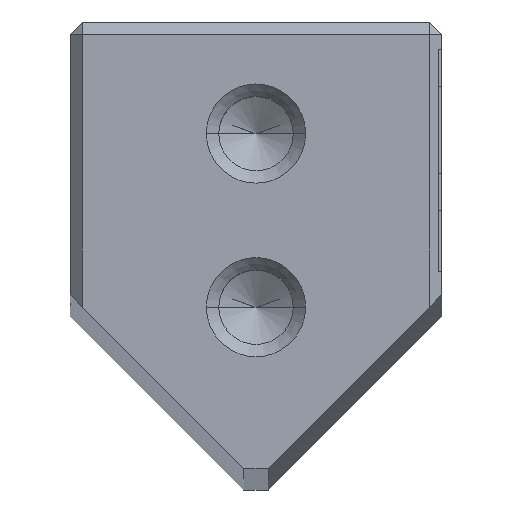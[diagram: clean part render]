
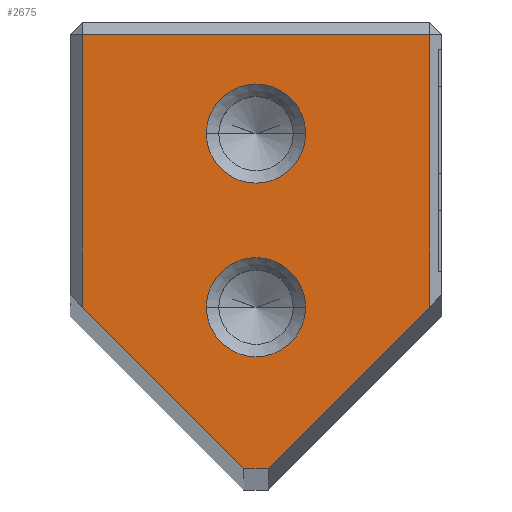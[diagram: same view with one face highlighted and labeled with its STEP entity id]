
A CAD part, top view. The second image highlights one B-rep face of the part: STEP entity #2675.
In plain terms, the highlighted planar face has unit normal (0, 0, 1).
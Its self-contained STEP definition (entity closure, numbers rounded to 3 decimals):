
#2675=ADVANCED_FACE('',(#3683,#3684,#3685),#3036,.T.);
#3036=PLANE('',#10052);
#3295=CIRCLE('',#9861,2.);
#3297=CIRCLE('',#9864,2.);
#3422=CIRCLE('',#10050,2.);
#3423=CIRCLE('',#10051,2.);
#3683=FACE_BOUND('',#3827,.T.);
#3684=FACE_BOUND('',#3828,.T.);
#3685=FACE_BOUND('',#3829,.T.);
#3827=EDGE_LOOP('',(#4859,#4860));
#3828=EDGE_LOOP('',(#4861,#4862));
#3829=EDGE_LOOP('',(#4863,#4864,#4865,#4866,#4867,#4868));
#4859=ORIENTED_EDGE('',*,*,#7495,.T.);
#4860=ORIENTED_EDGE('',*,*,#7742,.T.);
#4861=ORIENTED_EDGE('',*,*,#7491,.T.);
#4862=ORIENTED_EDGE('',*,*,#7743,.T.);
#4863=ORIENTED_EDGE('',*,*,#7717,.T.);
#4864=ORIENTED_EDGE('',*,*,#7744,.T.);
#4865=ORIENTED_EDGE('',*,*,#7745,.T.);
#4866=ORIENTED_EDGE('',*,*,#7746,.T.);
#4867=ORIENTED_EDGE('',*,*,#7723,.T.);
#4868=ORIENTED_EDGE('',*,*,#7719,.T.);
#6743=VERTEX_POINT('',#12966);
#6744=VERTEX_POINT('',#12968);
#6747=VERTEX_POINT('',#12975);
#6748=VERTEX_POINT('',#12977);
#6901=VERTEX_POINT('',#13437);
#6902=VERTEX_POINT('',#13439);
#6903=VERTEX_POINT('',#13443);
#6906=VERTEX_POINT('',#13451);
#6913=VERTEX_POINT('',#13482);
#6914=VERTEX_POINT('',#13484);
#7491=EDGE_CURVE('',#6744,#6743,#3295,.T.);
#7495=EDGE_CURVE('',#6748,#6747,#3297,.T.);
#7717=EDGE_CURVE('',#6902,#6901,#8605,.T.);
#7719=EDGE_CURVE('',#6903,#6902,#8607,.T.);
#7723=EDGE_CURVE('',#6906,#6903,#8611,.T.);
#7742=EDGE_CURVE('',#6747,#6748,#3422,.T.);
#7743=EDGE_CURVE('',#6743,#6744,#3423,.T.);
#7744=EDGE_CURVE('',#6901,#6913,#8620,.T.);
#7745=EDGE_CURVE('',#6913,#6914,#8621,.T.);
#7746=EDGE_CURVE('',#6914,#6906,#8622,.T.);
#8605=LINE('',#13438,#9349);
#8607=LINE('',#13442,#9351);
#8611=LINE('',#13450,#9355);
#8620=LINE('',#13481,#9364);
#8621=LINE('',#13483,#9365);
#8622=LINE('',#13485,#9366);
#9349=VECTOR('',#11059,1.);
#9351=VECTOR('',#11063,1.);
#9355=VECTOR('',#11069,1.);
#9364=VECTOR('',#11108,1.);
#9365=VECTOR('',#11109,1.);
#9366=VECTOR('',#11110,1.);
#9861=AXIS2_PLACEMENT_3D('',#12967,#10612,#10613);
#9864=AXIS2_PLACEMENT_3D('',#12976,#10620,#10621);
#10050=AXIS2_PLACEMENT_3D('',#13479,#11104,#11105);
#10051=AXIS2_PLACEMENT_3D('',#13480,#11106,#11107);
#10052=AXIS2_PLACEMENT_3D('',#13486,#11111,#11112);
#10612=DIRECTION('',(0.,0.,-1.));
#10613=DIRECTION('',(1.,0.,0.));
#10620=DIRECTION('',(0.,0.,-1.));
#10621=DIRECTION('',(1.,0.,0.));
#11059=DIRECTION('',(0.707,0.707,0.));
#11063=DIRECTION('',(1.,0.,0.));
#11069=DIRECTION('',(0.707,-0.707,0.));
#11104=DIRECTION('',(0.,0.,-1.));
#11105=DIRECTION('',(1.,0.,0.));
#11106=DIRECTION('',(0.,0.,-1.));
#11107=DIRECTION('',(1.,0.,0.));
#11108=DIRECTION('',(0.,1.,0.));
#11109=DIRECTION('',(-1.,0.,0.));
#11110=DIRECTION('',(0.,-1.,0.));
#11111=DIRECTION('',(0.,0.,1.));
#11112=DIRECTION('',(1.,0.,0.));
#12966=CARTESIAN_POINT('',(-2.,26.5,0.));
#12967=CARTESIAN_POINT('',(0.,26.5,0.));
#12968=CARTESIAN_POINT('',(2.,26.5,0.));
#12975=CARTESIAN_POINT('',(-2.,19.5,0.));
#12976=CARTESIAN_POINT('',(0.,19.5,0.));
#12977=CARTESIAN_POINT('',(2.,19.5,0.));
#13437=CARTESIAN_POINT('',(7.,19.5,0.));
#13438=CARTESIAN_POINT('',(0.5,13.,0.));
#13439=CARTESIAN_POINT('',(0.5,13.,0.));
#13442=CARTESIAN_POINT('',(-0.5,13.,0.));
#13443=CARTESIAN_POINT('',(-0.5,13.,0.));
#13450=CARTESIAN_POINT('',(-0.5,13.,0.));
#13451=CARTESIAN_POINT('',(-7.,19.5,0.));
#13479=CARTESIAN_POINT('',(0.,19.5,0.));
#13480=CARTESIAN_POINT('',(0.,26.5,0.));
#13481=CARTESIAN_POINT('',(7.,12.5,0.));
#13482=CARTESIAN_POINT('',(7.,30.5,0.));
#13483=CARTESIAN_POINT('',(0.,30.5,0.));
#13484=CARTESIAN_POINT('',(-7.,30.5,0.));
#13485=CARTESIAN_POINT('',(-7.,12.5,0.));
#13486=CARTESIAN_POINT('',(0.,12.5,0.));
